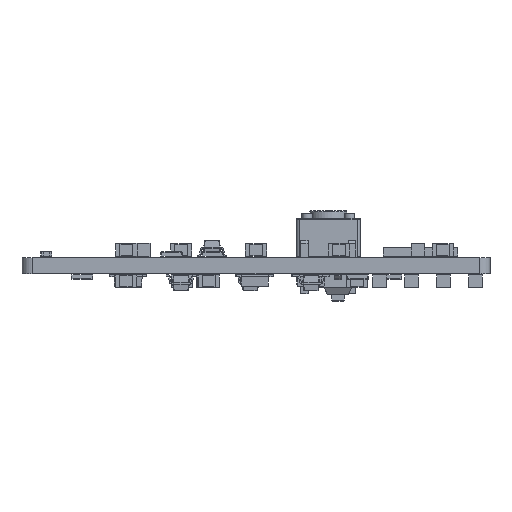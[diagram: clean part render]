
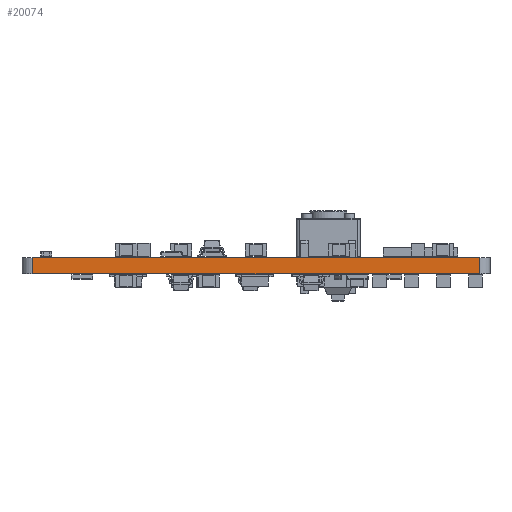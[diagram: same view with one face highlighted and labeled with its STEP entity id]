
A CAD part, front view. The second image highlights one B-rep face of the part: STEP entity #20074.
In plain terms, the highlighted planar face has unit normal (0, -1, 0).
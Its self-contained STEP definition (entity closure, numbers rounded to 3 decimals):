
#18259 = VERTEX_POINT('',#18260);
#18260 = CARTESIAN_POINT('',(105.1,-142.55,0.));
#18267 = EDGE_CURVE('',#18268,#18259,#18270,.T.);
#18268 = VERTEX_POINT('',#18269);
#18269 = CARTESIAN_POINT('',(147.1,-142.55,0.));
#18270 = LINE('',#18271,#18272);
#18271 = CARTESIAN_POINT('',(147.1,-142.55,0.));
#18272 = VECTOR('',#18273,1.);
#18273 = DIRECTION('',(-1.,0.,0.));
#19153 = VERTEX_POINT('',#19154);
#19154 = CARTESIAN_POINT('',(105.1,-142.55,1.51));
#19161 = EDGE_CURVE('',#19162,#19153,#19164,.T.);
#19162 = VERTEX_POINT('',#19163);
#19163 = CARTESIAN_POINT('',(147.1,-142.55,1.51));
#19164 = LINE('',#19165,#19166);
#19165 = CARTESIAN_POINT('',(147.1,-142.55,1.51));
#19166 = VECTOR('',#19167,1.);
#19167 = DIRECTION('',(-1.,0.,0.));
#20046 = EDGE_CURVE('',#18268,#19162,#20047,.T.);
#20047 = LINE('',#20048,#20049);
#20048 = CARTESIAN_POINT('',(147.1,-142.55,0.));
#20049 = VECTOR('',#20050,1.);
#20050 = DIRECTION('',(0.,0.,1.));
#20074 = ADVANCED_FACE('',(#20075),#20086,.T.);
#20075 = FACE_BOUND('',#20076,.T.);
#20076 = EDGE_LOOP('',(#20077,#20078,#20079,#20085));
#20077 = ORIENTED_EDGE('',*,*,#20046,.T.);
#20078 = ORIENTED_EDGE('',*,*,#19161,.T.);
#20079 = ORIENTED_EDGE('',*,*,#20080,.F.);
#20080 = EDGE_CURVE('',#18259,#19153,#20081,.T.);
#20081 = LINE('',#20082,#20083);
#20082 = CARTESIAN_POINT('',(105.1,-142.55,0.));
#20083 = VECTOR('',#20084,1.);
#20084 = DIRECTION('',(0.,0.,1.));
#20085 = ORIENTED_EDGE('',*,*,#18267,.F.);
#20086 = PLANE('',#20087);
#20087 = AXIS2_PLACEMENT_3D('',#20088,#20089,#20090);
#20088 = CARTESIAN_POINT('',(147.1,-142.55,0.));
#20089 = DIRECTION('',(0.,-1.,0.));
#20090 = DIRECTION('',(-1.,0.,0.));
